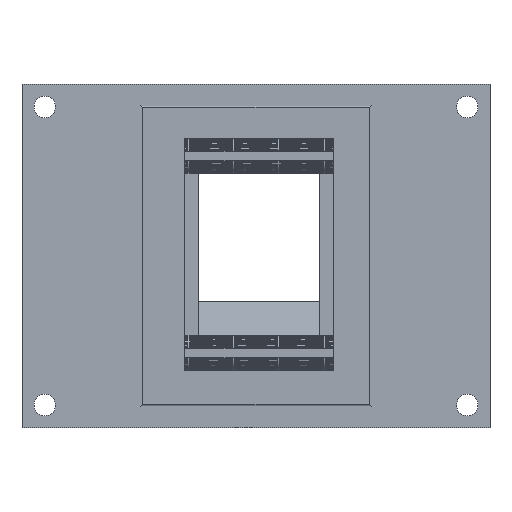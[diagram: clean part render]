
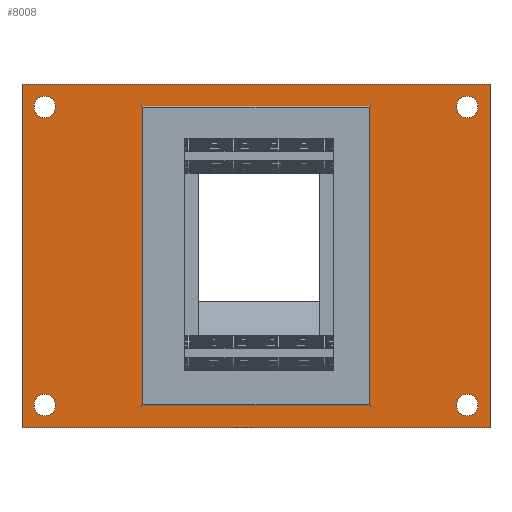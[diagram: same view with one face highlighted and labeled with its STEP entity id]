
A CAD part, front view. The second image highlights one B-rep face of the part: STEP entity #8008.
In plain terms, the highlighted planar face has unit normal (0, -1, 0).
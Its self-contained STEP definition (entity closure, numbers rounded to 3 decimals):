
#19=CIRCLE('',#8618,1.3);
#22=CIRCLE('',#8623,1.3);
#25=CIRCLE('',#8628,1.3);
#28=CIRCLE('',#8633,1.3);
#44=FACE_BOUND('',#1264,.T.);
#45=FACE_BOUND('',#1265,.T.);
#46=FACE_BOUND('',#1266,.T.);
#47=FACE_BOUND('',#1267,.T.);
#48=FACE_BOUND('',#1268,.T.);
#652=FACE_OUTER_BOUND('',#1263,.T.);
#1263=EDGE_LOOP('',(#6797,#6798,#6799,#6800));
#1264=EDGE_LOOP('',(#6801,#6802,#6803,#6804));
#1265=EDGE_LOOP('',(#6805));
#1266=EDGE_LOOP('',(#6806));
#1267=EDGE_LOOP('',(#6807));
#1268=EDGE_LOOP('',(#6808));
#2253=LINE('',#12860,#3269);
#2257=LINE('',#12868,#3273);
#2260=LINE('',#12874,#3276);
#2263=LINE('',#12879,#3279);
#2273=LINE('',#12924,#3289);
#2277=LINE('',#12932,#3293);
#2280=LINE('',#12938,#3296);
#2283=LINE('',#12943,#3299);
#3269=VECTOR('',#10800,10.);
#3273=VECTOR('',#10806,10.);
#3276=VECTOR('',#10811,10.);
#3279=VECTOR('',#10816,10.);
#3289=VECTOR('',#10868,10.);
#3293=VECTOR('',#10874,10.);
#3296=VECTOR('',#10879,10.);
#3299=VECTOR('',#10884,10.);
#3697=VERTEX_POINT('',#12858);
#3698=VERTEX_POINT('',#12859);
#3701=VERTEX_POINT('',#12867);
#3703=VERTEX_POINT('',#12873);
#3707=VERTEX_POINT('',#12888);
#3710=VERTEX_POINT('',#12898);
#3713=VERTEX_POINT('',#12908);
#3716=VERTEX_POINT('',#12918);
#3717=VERTEX_POINT('',#12922);
#3718=VERTEX_POINT('',#12923);
#3721=VERTEX_POINT('',#12931);
#3723=VERTEX_POINT('',#12937);
#4709=EDGE_CURVE('',#3697,#3698,#2253,.T.);
#4713=EDGE_CURVE('',#3698,#3701,#2257,.T.);
#4716=EDGE_CURVE('',#3701,#3703,#2260,.T.);
#4719=EDGE_CURVE('',#3703,#3697,#2263,.T.);
#4725=EDGE_CURVE('',#3707,#3707,#19,.T.);
#4730=EDGE_CURVE('',#3710,#3710,#22,.T.);
#4735=EDGE_CURVE('',#3713,#3713,#25,.T.);
#4740=EDGE_CURVE('',#3716,#3716,#28,.T.);
#4741=EDGE_CURVE('',#3717,#3718,#2273,.T.);
#4745=EDGE_CURVE('',#3721,#3717,#2277,.T.);
#4748=EDGE_CURVE('',#3723,#3721,#2280,.T.);
#4751=EDGE_CURVE('',#3718,#3723,#2283,.T.);
#6797=ORIENTED_EDGE('',*,*,#4745,.T.);
#6798=ORIENTED_EDGE('',*,*,#4741,.T.);
#6799=ORIENTED_EDGE('',*,*,#4751,.T.);
#6800=ORIENTED_EDGE('',*,*,#4748,.T.);
#6801=ORIENTED_EDGE('',*,*,#4709,.T.);
#6802=ORIENTED_EDGE('',*,*,#4713,.T.);
#6803=ORIENTED_EDGE('',*,*,#4716,.T.);
#6804=ORIENTED_EDGE('',*,*,#4719,.T.);
#6805=ORIENTED_EDGE('',*,*,#4725,.T.);
#6806=ORIENTED_EDGE('',*,*,#4730,.T.);
#6807=ORIENTED_EDGE('',*,*,#4735,.T.);
#6808=ORIENTED_EDGE('',*,*,#4740,.T.);
#7404=PLANE('',#8639);
#8008=ADVANCED_FACE('',(#652,#44,#45,#46,#47,#48),#7404,.F.);
#8618=AXIS2_PLACEMENT_3D('',#12890,#10828,#10829);
#8623=AXIS2_PLACEMENT_3D('',#12900,#10840,#10841);
#8628=AXIS2_PLACEMENT_3D('',#12910,#10852,#10853);
#8633=AXIS2_PLACEMENT_3D('',#12920,#10864,#10865);
#8639=AXIS2_PLACEMENT_3D('',#12946,#10888,#10889);
#10800=DIRECTION('',(-1.,0.,0.));
#10806=DIRECTION('',(0.,0.,1.));
#10811=DIRECTION('',(1.,0.,0.));
#10816=DIRECTION('',(0.,0.,-1.));
#10828=DIRECTION('center_axis',(0.,1.,0.));
#10829=DIRECTION('ref_axis',(0.,0.,1.));
#10840=DIRECTION('center_axis',(0.,1.,0.));
#10841=DIRECTION('ref_axis',(0.,0.,1.));
#10852=DIRECTION('center_axis',(0.,1.,0.));
#10853=DIRECTION('ref_axis',(0.,0.,1.));
#10864=DIRECTION('center_axis',(0.,1.,0.));
#10865=DIRECTION('ref_axis',(0.,0.,1.));
#10868=DIRECTION('',(0.,0.,-1.));
#10874=DIRECTION('',(-1.,0.,0.));
#10879=DIRECTION('',(0.,0.,1.));
#10884=DIRECTION('',(1.,0.,0.));
#10888=DIRECTION('center_axis',(0.,1.,0.));
#10889=DIRECTION('ref_axis',(0.,0.,1.));
#12858=CARTESIAN_POINT('',(88.647,148.5,4.563));
#12859=CARTESIAN_POINT('',(61.353,148.5,4.563));
#12860=CARTESIAN_POINT('',(68.177,148.5,4.563));
#12867=CARTESIAN_POINT('',(61.353,148.5,40.437));
#12868=CARTESIAN_POINT('',(61.353,148.5,31.468));
#12873=CARTESIAN_POINT('',(88.647,148.5,40.437));
#12874=CARTESIAN_POINT('',(81.823,148.5,40.437));
#12879=CARTESIAN_POINT('',(88.647,148.5,13.532));
#12888=CARTESIAN_POINT('',(49.5,148.5,3.2));
#12890=CARTESIAN_POINT('Origin',(49.5,148.5,4.5));
#12898=CARTESIAN_POINT('',(100.5,148.5,39.2));
#12900=CARTESIAN_POINT('Origin',(100.5,148.5,40.5));
#12908=CARTESIAN_POINT('',(49.5,148.5,39.2));
#12910=CARTESIAN_POINT('Origin',(49.5,148.5,40.5));
#12918=CARTESIAN_POINT('',(100.5,148.5,3.2));
#12920=CARTESIAN_POINT('Origin',(100.5,148.5,4.5));
#12922=CARTESIAN_POINT('',(46.75,148.5,43.25));
#12923=CARTESIAN_POINT('',(46.75,148.5,1.75));
#12924=CARTESIAN_POINT('',(46.75,148.5,32.875));
#12931=CARTESIAN_POINT('',(103.25,148.5,43.25));
#12932=CARTESIAN_POINT('',(89.125,148.5,43.25));
#12937=CARTESIAN_POINT('',(103.25,148.5,1.75));
#12938=CARTESIAN_POINT('',(103.25,148.5,12.125));
#12943=CARTESIAN_POINT('',(60.875,148.5,1.75));
#12946=CARTESIAN_POINT('Origin',(75.,148.5,22.5));
